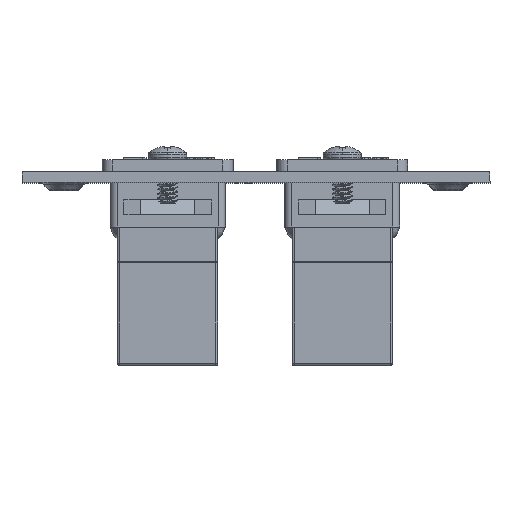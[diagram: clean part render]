
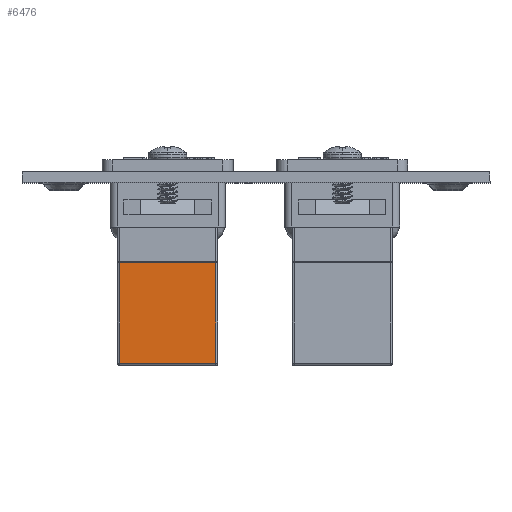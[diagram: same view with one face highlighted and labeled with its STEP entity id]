
A CAD part, top view. The second image highlights one B-rep face of the part: STEP entity #6476.
In plain terms, the highlighted face is planar.
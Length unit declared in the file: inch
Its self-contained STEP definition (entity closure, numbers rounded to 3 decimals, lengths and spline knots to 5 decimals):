
#277 = VECTOR ( 'NONE', #20801, 39.37008 ) ;
#1171 = ORIENTED_EDGE ( 'NONE', *, *, #7205, .F. ) ;
#1645 = DIRECTION ( 'NONE',  ( -1., 0., 0. ) ) ;
#1786 = CARTESIAN_POINT ( 'NONE',  ( -0.27559, -0.57874, -0.31693 ) ) ;
#2853 = VERTEX_POINT ( 'NONE', #4036 ) ;
#3147 = ORIENTED_EDGE ( 'NONE', *, *, #7520, .T. ) ;
#3385 = EDGE_LOOP ( 'NONE', ( #1171, #3147, #17678, #7131 ) ) ;
#4036 = CARTESIAN_POINT ( 'NONE',  ( -0.27559, -0.00197, -0.31693 ) ) ;
#4264 = LINE ( 'NONE', #16159, #17362 ) ;
#6476 = ADVANCED_FACE ( 'NONE', ( #13128 ), #20851, .F. ) ;
#6921 = EDGE_CURVE ( 'NONE', #16878, #24298, #4264, .T. ) ;
#7131 = ORIENTED_EDGE ( 'NONE', *, *, #8173, .T. ) ;
#7205 = EDGE_CURVE ( 'NONE', #17314, #2853, #20963, .T. ) ;
#7520 = EDGE_CURVE ( 'NONE', #17314, #16878, #15075, .T. ) ;
#7522 = CARTESIAN_POINT ( 'NONE',  ( -0.2874, -0.00197, -0.31693 ) ) ;
#8173 = EDGE_CURVE ( 'NONE', #24298, #2853, #11091, .T. ) ;
#8290 = DIRECTION ( 'NONE',  ( 0., 1., 0. ) ) ;
#9112 = AXIS2_PLACEMENT_3D ( 'NONE', #18626, #25049, #27028 ) ;
#9658 = DIRECTION ( 'NONE',  ( -1., 0., 0. ) ) ;
#9813 = VECTOR ( 'NONE', #9658, 39.37008 ) ;
#10768 = CARTESIAN_POINT ( 'NONE',  ( 0.27559, -0.57874, -0.31693 ) ) ;
#11091 = LINE ( 'NONE', #26950, #15713 ) ;
#11388 = CARTESIAN_POINT ( 'NONE',  ( 0.27559, -0.00197, -0.31693 ) ) ;
#13128 = FACE_OUTER_BOUND ( 'NONE', #3385, .T. ) ;
#14768 = CARTESIAN_POINT ( 'NONE',  ( 0.27559, 0.59055, -0.31693 ) ) ;
#15075 = LINE ( 'NONE', #14768, #277 ) ;
#15713 = VECTOR ( 'NONE', #8290, 39.37008 ) ;
#16159 = CARTESIAN_POINT ( 'NONE',  ( -0.2874, -0.57874, -0.31693 ) ) ;
#16878 = VERTEX_POINT ( 'NONE', #10768 ) ;
#17314 = VERTEX_POINT ( 'NONE', #11388 ) ;
#17362 = VECTOR ( 'NONE', #1645, 39.37008 ) ;
#17678 = ORIENTED_EDGE ( 'NONE', *, *, #6921, .T. ) ;
#18626 = CARTESIAN_POINT ( 'NONE',  ( -0.2874, 0.59055, -0.31693 ) ) ;
#20801 = DIRECTION ( 'NONE',  ( 0., -1., 0. ) ) ;
#20851 = PLANE ( 'NONE',  #9112 ) ;
#20963 = LINE ( 'NONE', #7522, #9813 ) ;
#24298 = VERTEX_POINT ( 'NONE', #1786 ) ;
#25049 = DIRECTION ( 'NONE',  ( 0., 0., 1. ) ) ;
#26950 = CARTESIAN_POINT ( 'NONE',  ( -0.27559, 0.59055, -0.31693 ) ) ;
#27028 = DIRECTION ( 'NONE',  ( 1., 0., 0. ) ) ;
